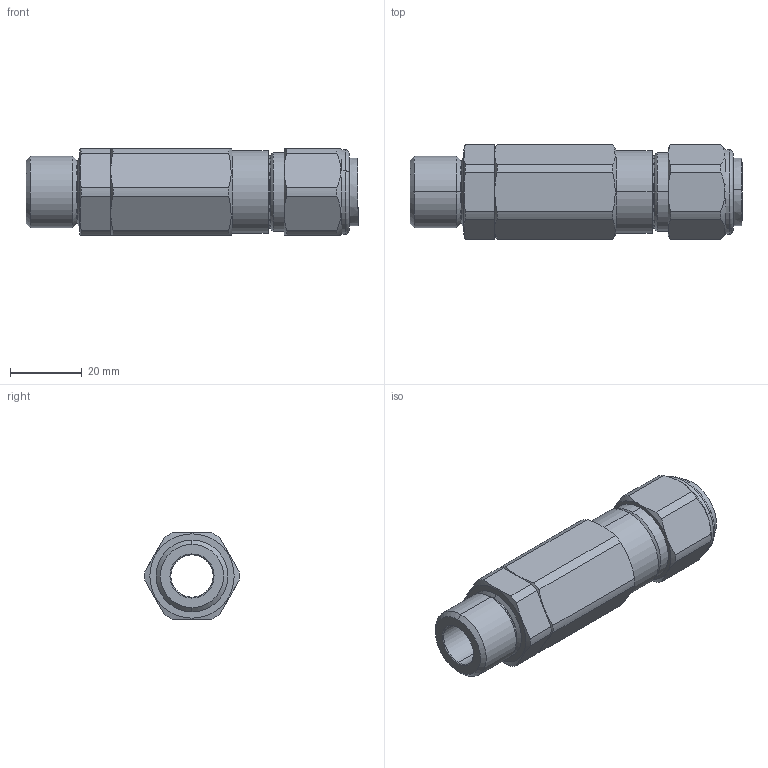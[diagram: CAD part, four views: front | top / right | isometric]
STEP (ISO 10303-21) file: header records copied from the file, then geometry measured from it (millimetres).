
FILE_DESCRIPTION (( 'STEP AP203' ), '1' );
FILE_NAME ('20ST3CDS1RA.STEP', '2017-03-27T13:28:52', ( '' ), ( '' ), 'SwSTEP 2.0', 'SolidWorks 2014', '' );
FILE_SCHEMA (( 'CONFIG_CONTROL_DESIGN' ));
Length unit declared in the file: millimetre
Products named in the file (1): 20ST3CDS1RA
Bounding box: 92.55 x 26.39 x 24 mm (x, y, z)
Surface area: 10099.8 mm2 (no closed solid volume)
Topology: 0 solids, 5 shells, 103 faces, 252 edges, 158 vertices
Faces by surface type: cone 38, cylinder 34, plane 27, torus 4
Entity records: 3303 total; most frequent: CARTESIAN_POINT 802, DIRECTION 532, ORIENTED_EDGE 484, EDGE_CURVE 252, AXIS2_PLACEMENT_3D 224, VERTEX_POINT 158, CIRCLE 120, EDGE_LOOP 112
